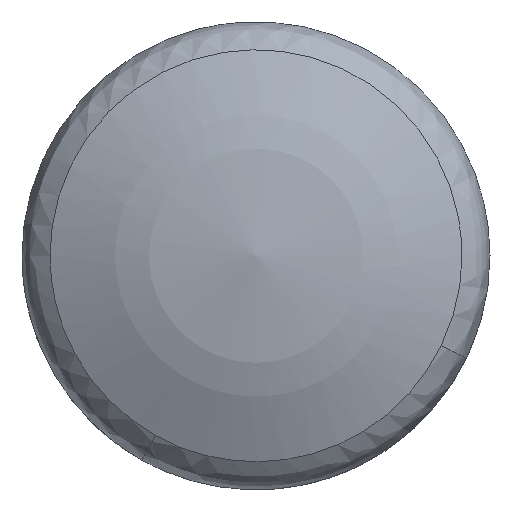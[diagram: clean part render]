
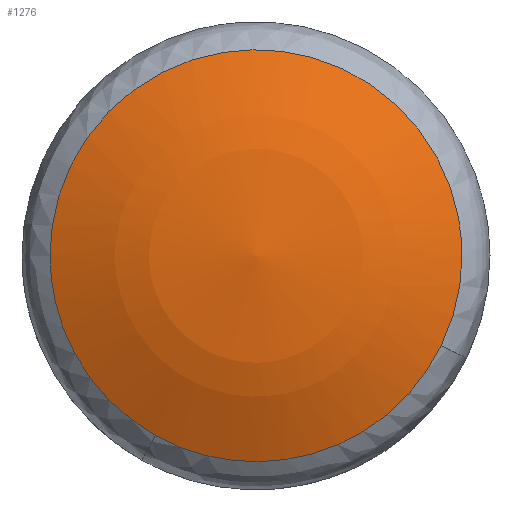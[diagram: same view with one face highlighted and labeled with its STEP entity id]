
A CAD part, top view. The second image highlights one B-rep face of the part: STEP entity #1276.
In plain terms, the highlighted free-form (B-spline) face has degree [2, 2] with [4, 4] control points.
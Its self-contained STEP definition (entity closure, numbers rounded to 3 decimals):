
#290=CARTESIAN_POINT('',(-1.61,-2.881,0.738));
#291=VERTEX_POINT('',#290);
#305=CARTESIAN_POINT('',(-3.301,0.0,0.738));
#306=VERTEX_POINT('',#305);
#307=CARTESIAN_POINT('',(-1.61,-2.881,0.738));
#308=CARTESIAN_POINT('',(-3.301,-1.937,0.738));
#309=CARTESIAN_POINT('',(-3.301,0.0,0.738));
#317=(BOUNDED_CURVE()B_SPLINE_CURVE(2,(#307,#308,#309),.UNSPECIFIED.,.F.,.U.)B_SPLINE_CURVE_WITH_KNOTS((3,3),(0.833,1.0),.UNSPECIFIED.)CURVE()GEOMETRIC_REPRESENTATION_ITEM()RATIONAL_B_SPLINE_CURVE((0.87,0.804,1.0))REPRESENTATION_ITEM(''));
#318=EDGE_CURVE('',#291,#306,#317,.T.);
#320=CARTESIAN_POINT('',(3.301,0.0,0.738));
#321=VERTEX_POINT('',#320);
#322=CARTESIAN_POINT('',(-3.301,0.0,0.738));
#323=CARTESIAN_POINT('',(-3.301,3.301,0.738));
#324=CARTESIAN_POINT('',(0.0,3.301,0.738));
#325=CARTESIAN_POINT('',(3.301,3.301,0.738));
#326=CARTESIAN_POINT('',(3.301,0.0,0.738));
#334=(BOUNDED_CURVE()B_SPLINE_CURVE(2,(#322,#323,#324,#325,#326),.UNSPECIFIED.,.F.,.U.)B_SPLINE_CURVE_WITH_KNOTS((3,2,3),(0.0,0.25,0.5),.UNSPECIFIED.)CURVE()GEOMETRIC_REPRESENTATION_ITEM()RATIONAL_B_SPLINE_CURVE((1.0,0.707,1.0,0.707,1.0))REPRESENTATION_ITEM(''));
#335=EDGE_CURVE('',#306,#321,#334,.T.);
#337=CARTESIAN_POINT('',(2.969,-1.443,0.738));
#338=VERTEX_POINT('',#337);
#339=CARTESIAN_POINT('',(3.301,0.0,0.738));
#340=CARTESIAN_POINT('',(3.301,-0.76,0.738));
#341=CARTESIAN_POINT('',(2.969,-1.443,0.738));
#349=(BOUNDED_CURVE()B_SPLINE_CURVE(2,(#339,#340,#341),.UNSPECIFIED.,.F.,.U.)B_SPLINE_CURVE_WITH_KNOTS((3,3),(0.5,0.574),.UNSPECIFIED.)CURVE()GEOMETRIC_REPRESENTATION_ITEM()RATIONAL_B_SPLINE_CURVE((1.0,0.913,0.878))REPRESENTATION_ITEM(''));
#350=EDGE_CURVE('',#321,#338,#349,.T.);
#397=CARTESIAN_POINT('',(2.969,-1.443,0.738));
#398=CARTESIAN_POINT('',(2.066,-3.301,0.738));
#399=CARTESIAN_POINT('',(0.0,-3.301,0.738));
#400=CARTESIAN_POINT('',(-0.86,-3.301,0.738));
#401=CARTESIAN_POINT('',(-1.61,-2.881,0.738));
#409=(BOUNDED_CURVE()B_SPLINE_CURVE(2,(#397,#398,#399,#400,#401),.UNSPECIFIED.,.F.,.U.)B_SPLINE_CURVE_WITH_KNOTS((3,2,3),(0.574,0.75,0.833),.UNSPECIFIED.)CURVE()GEOMETRIC_REPRESENTATION_ITEM()RATIONAL_B_SPLINE_CURVE((0.878,0.794,1.0,0.903,0.87))REPRESENTATION_ITEM(''));
#410=EDGE_CURVE('',#338,#291,#409,.T.);
#1246=CARTESIAN_POINT('',(-3.387,-3.387,-0.219));
#1247=CARTESIAN_POINT('',(-1.796,-3.592,0.588));
#1248=CARTESIAN_POINT('',(1.796,-3.592,0.588));
#1249=CARTESIAN_POINT('',(3.387,-3.387,-0.219));
#1250=CARTESIAN_POINT('',(-3.592,-1.796,0.588));
#1251=CARTESIAN_POINT('',(-1.912,-1.911,1.5));
#1252=CARTESIAN_POINT('',(1.912,-1.911,1.5));
#1253=CARTESIAN_POINT('',(3.592,-1.796,0.588));
#1254=CARTESIAN_POINT('',(-3.592,1.796,0.588));
#1255=CARTESIAN_POINT('',(-1.912,1.912,1.5));
#1256=CARTESIAN_POINT('',(1.912,1.912,1.5));
#1257=CARTESIAN_POINT('',(3.592,1.796,0.588));
#1258=CARTESIAN_POINT('',(-3.387,3.387,-0.22));
#1259=CARTESIAN_POINT('',(-1.796,3.592,0.588));
#1260=CARTESIAN_POINT('',(1.796,3.592,0.588));
#1261=CARTESIAN_POINT('',(3.387,3.387,-0.22));
#1269=(BOUNDED_SURFACE()B_SPLINE_SURFACE(2,2,((#1246,#1250,#1254,#1258),(#1247,#1251,#1255,#1259),(#1248,#1252,#1256,#1260),(#1249,#1253,#1257,#1261)),.UNSPECIFIED.,.F.,.F.,.U.)B_SPLINE_SURFACE_WITH_KNOTS((3,1,3),(3,1,3),(1.024,4.656,8.287),(1.025,4.656,8.287),.UNSPECIFIED.)GEOMETRIC_REPRESENTATION_ITEM()RATIONAL_B_SPLINE_SURFACE(((1.129,1.064,1.064,1.129),(1.064,1.0,1.0,1.064),(1.064,1.0,1.0,1.064),(1.129,1.064,1.064,1.129)))REPRESENTATION_ITEM('')SURFACE());
#1270=ORIENTED_EDGE('',*,*,#318,.F.);
#1271=ORIENTED_EDGE('',*,*,#410,.F.);
#1272=ORIENTED_EDGE('',*,*,#350,.F.);
#1273=ORIENTED_EDGE('',*,*,#335,.F.);
#1274=EDGE_LOOP('',(#1270,#1271,#1272,#1273));
#1275=FACE_OUTER_BOUND('',#1274,.T.);
#1276=ADVANCED_FACE('',(#1275),#1269,.T.);
